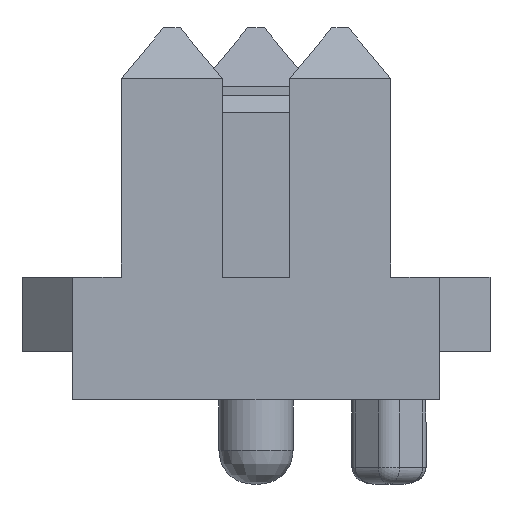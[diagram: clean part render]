
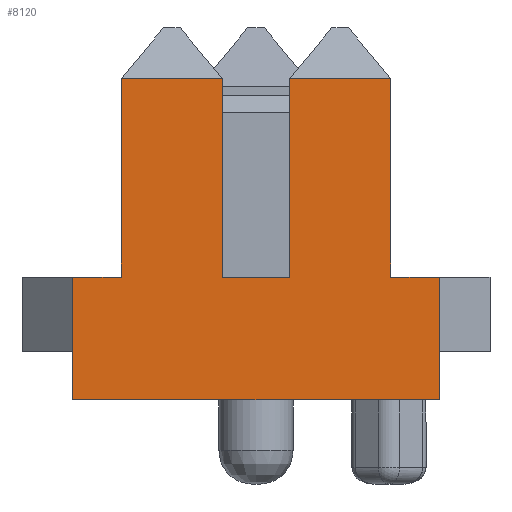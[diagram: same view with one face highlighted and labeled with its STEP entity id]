
A CAD part, left-side view. The second image highlights one B-rep face of the part: STEP entity #8120.
In plain terms, the highlighted planar face has unit normal (-1, 0, 0).
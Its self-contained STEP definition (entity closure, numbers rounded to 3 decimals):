
#7523=CARTESIAN_POINT('',(-34.239,-2.769,0.737));
#7524=VERTEX_POINT('',#7523);
#7547=CARTESIAN_POINT('',(-34.239,2.769,0.737));
#7548=VERTEX_POINT('',#7547);
#7706=CARTESIAN_POINT('',(-34.239,2.769,1.854));
#7707=VERTEX_POINT('',#7706);
#7714=CARTESIAN_POINT('',(-34.239,2.032,1.854));
#7715=VERTEX_POINT('',#7714);
#7716=CARTESIAN_POINT('',(-34.239,2.032,1.854));
#7717=DIRECTION('',(0.0,1.0,0.0));
#7718=VECTOR('',#7717,0.737);
#7719=LINE('',#7716,#7718);
#7720=EDGE_CURVE('',#7715,#7707,#7719,.T.);
#7817=CARTESIAN_POINT('',(-34.239,-2.032,1.854));
#7818=VERTEX_POINT('',#7817);
#7825=CARTESIAN_POINT('',(-34.239,-2.769,1.854));
#7826=VERTEX_POINT('',#7825);
#7827=CARTESIAN_POINT('',(-34.239,-2.769,1.854));
#7828=DIRECTION('',(0.0,1.0,0.0));
#7829=VECTOR('',#7828,0.737);
#7830=LINE('',#7827,#7829);
#7831=EDGE_CURVE('',#7826,#7818,#7830,.T.);
#7982=CARTESIAN_POINT('',(-34.239,-0.508,1.854));
#7983=VERTEX_POINT('',#7982);
#7991=CARTESIAN_POINT('',(-34.239,0.508,1.854));
#7992=VERTEX_POINT('',#7991);
#7999=CARTESIAN_POINT('',(-34.239,-0.508,1.854));
#8000=DIRECTION('',(0.0,1.0,0.0));
#8001=VECTOR('',#8000,1.016);
#8002=LINE('',#7999,#8001);
#8003=EDGE_CURVE('',#7983,#7992,#8002,.T.);
#8032=CARTESIAN_POINT('',(-34.239,-3.045,-0.243));
#8033=DIRECTION('',(1.0,0.0,0.0));
#8034=DIRECTION('',(0.0,1.0,0.0));
#8035=AXIS2_PLACEMENT_3D('',#8032,#8033,#8034);
#8036=PLANE('',#8035);
#8037=CARTESIAN_POINT('',(-34.239,-2.032,4.851));
#8038=VERTEX_POINT('',#8037);
#8039=CARTESIAN_POINT('',(-34.239,-2.032,4.851));
#8040=DIRECTION('',(0.0,0.0,-1.0));
#8041=VECTOR('',#8040,2.997);
#8042=LINE('',#8039,#8041);
#8043=EDGE_CURVE('',#8038,#7818,#8042,.T.);
#8044=ORIENTED_EDGE('',*,*,#8043,.F.);
#8045=CARTESIAN_POINT('',(-34.239,-0.508,4.851));
#8046=VERTEX_POINT('',#8045);
#8047=CARTESIAN_POINT('',(-34.239,-2.032,4.851));
#8048=DIRECTION('',(0.0,1.0,0.0));
#8049=VECTOR('',#8048,1.524);
#8050=LINE('',#8047,#8049);
#8051=EDGE_CURVE('',#8038,#8046,#8050,.T.);
#8052=ORIENTED_EDGE('',*,*,#8051,.T.);
#8053=CARTESIAN_POINT('',(-34.239,-0.508,4.851));
#8054=DIRECTION('',(0.0,0.0,-1.0));
#8055=VECTOR('',#8054,2.997);
#8056=LINE('',#8053,#8055);
#8057=EDGE_CURVE('',#8046,#7983,#8056,.T.);
#8058=ORIENTED_EDGE('',*,*,#8057,.T.);
#8059=ORIENTED_EDGE('',*,*,#8003,.T.);
#8060=CARTESIAN_POINT('',(-34.239,0.508,4.851));
#8061=VERTEX_POINT('',#8060);
#8062=CARTESIAN_POINT('',(-34.239,0.508,4.851));
#8063=DIRECTION('',(0.0,0.0,-1.0));
#8064=VECTOR('',#8063,2.997);
#8065=LINE('',#8062,#8064);
#8066=EDGE_CURVE('',#8061,#7992,#8065,.T.);
#8067=ORIENTED_EDGE('',*,*,#8066,.F.);
#8068=CARTESIAN_POINT('',(-34.239,2.032,4.851));
#8069=VERTEX_POINT('',#8068);
#8070=CARTESIAN_POINT('',(-34.239,0.508,4.851));
#8071=DIRECTION('',(0.0,1.0,0.0));
#8072=VECTOR('',#8071,1.524);
#8073=LINE('',#8070,#8072);
#8074=EDGE_CURVE('',#8061,#8069,#8073,.T.);
#8075=ORIENTED_EDGE('',*,*,#8074,.T.);
#8076=CARTESIAN_POINT('',(-34.239,2.032,4.851));
#8077=DIRECTION('',(0.0,0.0,-1.0));
#8078=VECTOR('',#8077,2.997);
#8079=LINE('',#8076,#8078);
#8080=EDGE_CURVE('',#8069,#7715,#8079,.T.);
#8081=ORIENTED_EDGE('',*,*,#8080,.T.);
#8082=ORIENTED_EDGE('',*,*,#7720,.T.);
#8083=CARTESIAN_POINT('',(-34.239,2.769,1.854));
#8084=DIRECTION('',(0.0,0.0,-1.0));
#8085=VECTOR('',#8084,1.118);
#8086=LINE('',#8083,#8085);
#8087=EDGE_CURVE('',#7707,#7548,#8086,.T.);
#8088=ORIENTED_EDGE('',*,*,#8087,.T.);
#8089=CARTESIAN_POINT('',(-34.239,2.769,0.));
#8090=VERTEX_POINT('',#8089);
#8091=CARTESIAN_POINT('',(-34.239,2.769,0.));
#8092=DIRECTION('',(0.0,0.0,1.0));
#8093=VECTOR('',#8092,0.737);
#8094=LINE('',#8091,#8093);
#8095=EDGE_CURVE('',#8090,#7548,#8094,.T.);
#8096=ORIENTED_EDGE('',*,*,#8095,.F.);
#8097=CARTESIAN_POINT('',(-34.239,-2.769,0.));
#8098=VERTEX_POINT('',#8097);
#8099=CARTESIAN_POINT('',(-34.239,-2.769,0.));
#8100=DIRECTION('',(0.0,1.0,0.0));
#8101=VECTOR('',#8100,5.537);
#8102=LINE('',#8099,#8101);
#8103=EDGE_CURVE('',#8098,#8090,#8102,.T.);
#8104=ORIENTED_EDGE('',*,*,#8103,.F.);
#8105=CARTESIAN_POINT('',(-34.239,-2.769,0.737));
#8106=DIRECTION('',(0.0,0.0,-1.0));
#8107=VECTOR('',#8106,0.737);
#8108=LINE('',#8105,#8107);
#8109=EDGE_CURVE('',#7524,#8098,#8108,.T.);
#8110=ORIENTED_EDGE('',*,*,#8109,.F.);
#8111=CARTESIAN_POINT('',(-34.239,-2.769,0.737));
#8112=DIRECTION('',(0.0,0.0,1.0));
#8113=VECTOR('',#8112,1.118);
#8114=LINE('',#8111,#8113);
#8115=EDGE_CURVE('',#7524,#7826,#8114,.T.);
#8116=ORIENTED_EDGE('',*,*,#8115,.T.);
#8117=ORIENTED_EDGE('',*,*,#7831,.T.);
#8118=EDGE_LOOP('',(#8044,#8052,#8058,#8059,#8067,#8075,#8081,#8082,#8088,#8096,#8104,#8110,#8116,#8117));
#8119=FACE_OUTER_BOUND('',#8118,.T.);
#8120=ADVANCED_FACE('',(#8119),#8036,.F.);
